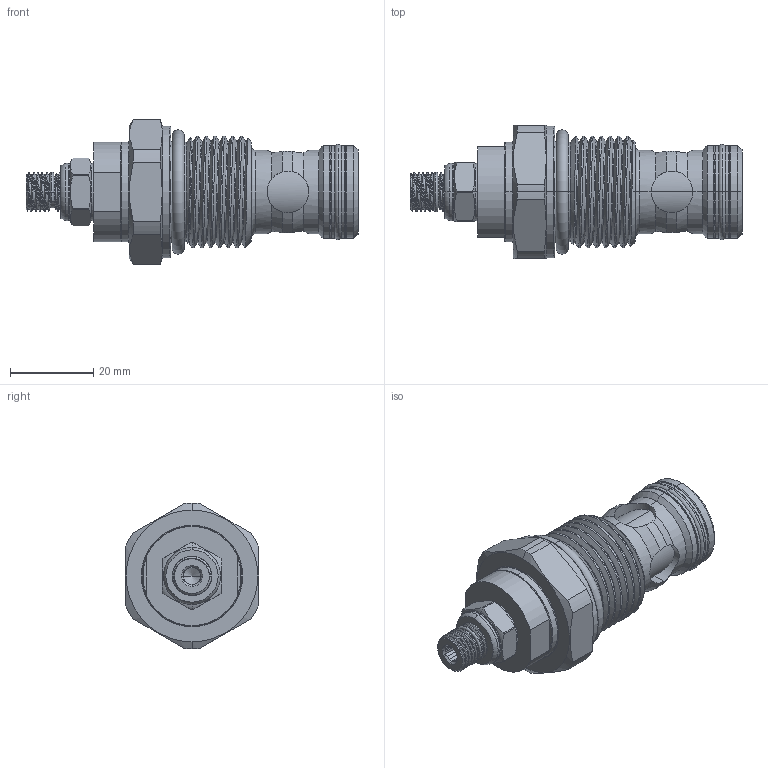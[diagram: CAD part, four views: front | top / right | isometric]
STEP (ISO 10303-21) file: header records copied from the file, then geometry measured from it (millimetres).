
FILE_DESCRIPTION (( 'STEP AP203' ), '1' );
FILE_NAME ('NC12W20-L.STEP', '2020-10-16T07:02:41', ( '' ), ( '' ), 'SwSTEP 2.0', 'SolidWorks 2018', '' );
FILE_SCHEMA (( 'CONFIG_CONTROL_DESIGN' ));
Length unit declared in the file: millimetre
Products named in the file (1): NC12W20-L
Bounding box: 79.85 x 32 x 35.1 mm (x, y, z)
Volume: 31677.3 mm3; surface area: 10702.1 mm2
Topology: 5 solids, 5 shells, 238 faces, 585 edges, 362 vertices
Faces by surface type: cylinder 101, plane 53, torus 40, cone 35, bspline 9
Entity records: 16740 total; most frequent: CARTESIAN_POINT 11297, ORIENTED_EDGE 1166, DIRECTION 1111, EDGE_CURVE 583, AXIS2_PLACEMENT_3D 470, VERTEX_POINT 362, EDGE_LOOP 251, CIRCLE 240
